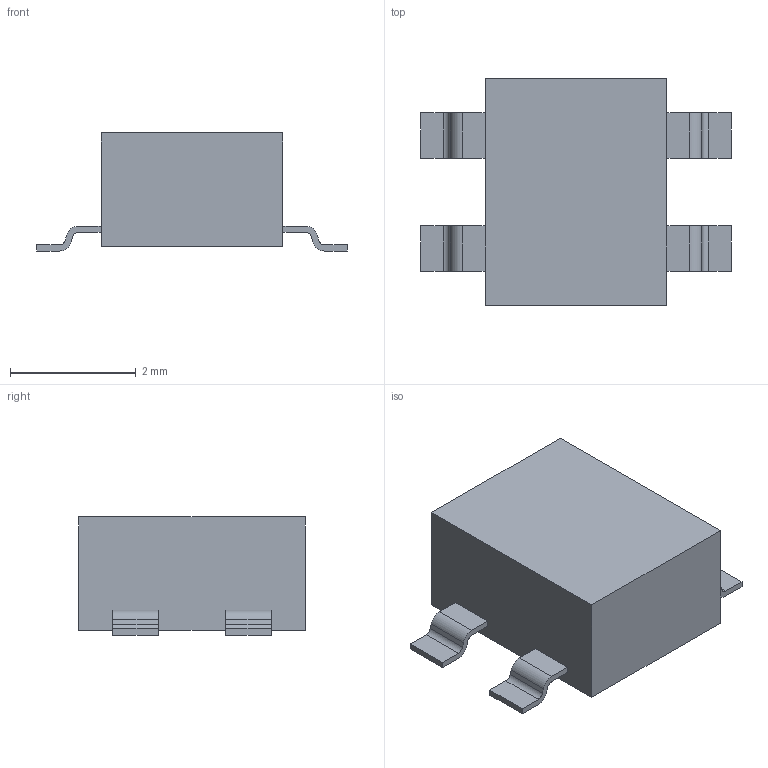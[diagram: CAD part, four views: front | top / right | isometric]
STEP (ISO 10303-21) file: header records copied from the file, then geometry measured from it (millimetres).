
FILE_DESCRIPTION(('STEP AP214'),'1');
FILE_NAME('SMD4_2P90X3P60_ONS','2021-03-31T19:56:07',(''),(''),'','','');
FILE_SCHEMA(('AUTOMOTIVE_DESIGN'));
Length unit declared in the file: millimetre
Products named in the file (1): product
Bounding box: 4.95 x 3.61 x 1.88 mm (x, y, z)
Volume: 19.2 mm3; surface area: 52.8 mm2
Topology: 5 solids, 5 shells, 62 faces, 156 edges, 104 vertices
Faces by surface type: plane 46, cylinder 16
Entity records: 1817 total; most frequent: DIRECTION 314, ORIENTED_EDGE 312, CARTESIAN_POINT 183, EDGE_CURVE 156, LINE 124, VECTOR 124, VERTEX_POINT 104, AXIS2_PLACEMENT_3D 95
